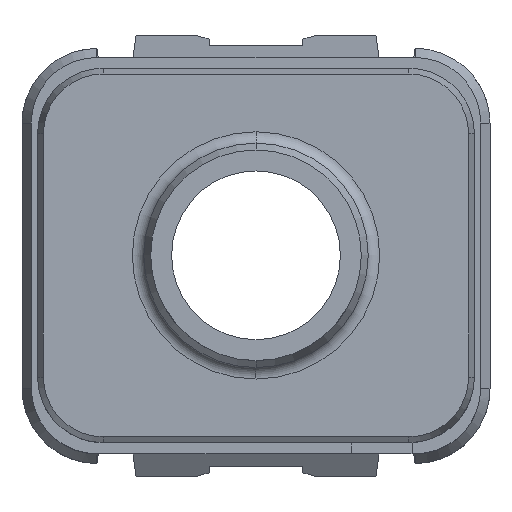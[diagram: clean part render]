
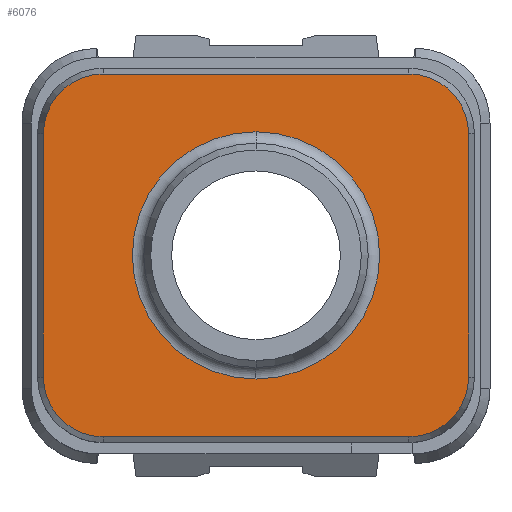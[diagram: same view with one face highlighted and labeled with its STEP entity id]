
A CAD part, top view. The second image highlights one B-rep face of the part: STEP entity #6076.
In plain terms, the highlighted planar face has unit normal (0, 0, 1).
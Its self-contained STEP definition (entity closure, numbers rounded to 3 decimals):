
#206=CARTESIAN_POINT('',(-4.9,3.9,4.18));
#207=DIRECTION('',(0.,0.,-1.));
#208=DIRECTION('',(-1.,0.,0.));
#209=AXIS2_PLACEMENT_3D('',#206,#207,#208);
#211=DIRECTION('',(1.,0.,0.));
#212=VECTOR('',#211,9.8);
#213=CARTESIAN_POINT('',(-4.9,5.812,4.18));
#214=LINE('',#213,#212);
#215=CARTESIAN_POINT('',(4.9,3.9,4.18));
#216=DIRECTION('',(0.,0.,-1.));
#217=DIRECTION('',(0.,1.,0.));
#218=AXIS2_PLACEMENT_3D('',#215,#216,#217);
#220=DIRECTION('',(0.,-1.,0.));
#221=VECTOR('',#220,7.8);
#222=CARTESIAN_POINT('',(6.812,3.9,4.18));
#223=LINE('',#222,#221);
#224=CARTESIAN_POINT('',(4.9,-3.9,4.18));
#225=DIRECTION('',(0.,0.,-1.));
#226=DIRECTION('',(1.,0.,0.));
#227=AXIS2_PLACEMENT_3D('',#224,#225,#226);
#229=DIRECTION('',(-1.,0.,0.));
#230=VECTOR('',#229,9.8);
#231=CARTESIAN_POINT('',(4.9,-5.812,4.18));
#232=LINE('',#231,#230);
#233=CARTESIAN_POINT('',(-4.9,-3.9,4.18));
#234=DIRECTION('',(0.,0.,-1.));
#235=DIRECTION('',(0.,-1.,0.));
#236=AXIS2_PLACEMENT_3D('',#233,#234,#235);
#238=DIRECTION('',(0.,1.,0.));
#239=VECTOR('',#238,7.8);
#240=CARTESIAN_POINT('',(-6.812,-3.9,4.18));
#241=LINE('',#240,#239);
#242=CARTESIAN_POINT('',(0.,0.,4.18));
#243=DIRECTION('',(0.,0.,1.));
#244=DIRECTION('',(0.,-1.,0.));
#245=AXIS2_PLACEMENT_3D('',#242,#243,#244);
#247=CARTESIAN_POINT('',(0.,0.,4.18));
#248=DIRECTION('',(0.,0.,1.));
#249=DIRECTION('',(0.,1.,0.));
#250=AXIS2_PLACEMENT_3D('',#247,#248,#249);
#4833=CARTESIAN_POINT('',(-6.812,3.9,4.18));
#4834=CARTESIAN_POINT('',(-4.9,5.812,4.18));
#4835=VERTEX_POINT('',#4833);
#4836=VERTEX_POINT('',#4834);
#4839=CARTESIAN_POINT('',(4.9,5.812,4.18));
#4840=VERTEX_POINT('',#4839);
#4843=CARTESIAN_POINT('',(6.812,3.9,4.18));
#4844=VERTEX_POINT('',#4843);
#4847=CARTESIAN_POINT('',(6.812,-3.9,4.18));
#4848=VERTEX_POINT('',#4847);
#4851=CARTESIAN_POINT('',(4.9,-5.812,4.18));
#4852=VERTEX_POINT('',#4851);
#4855=CARTESIAN_POINT('',(-4.9,-5.812,
4.18));
#4856=VERTEX_POINT('',#4855);
#4859=CARTESIAN_POINT('',(-6.812,-3.9,4.18));
#4860=VERTEX_POINT('',#4859);
#5428=CARTESIAN_POINT('',(0.,-3.963,4.18));
#5429=CARTESIAN_POINT('',(0.,3.963,4.18));
#5430=VERTEX_POINT('',#5428);
#5431=VERTEX_POINT('',#5429);
#6055=CARTESIAN_POINT('',(0.,0.,4.18));
#6056=DIRECTION('',(0.,0.,-1.));
#6057=DIRECTION('',(1.,0.,0.));
#6058=AXIS2_PLACEMENT_3D('',#6055,#6056,#6057);
#6059=PLANE('',#6058);
#6060=ORIENTED_EDGE('',*,*,#5896,.T.);
#6061=ORIENTED_EDGE('',*,*,#5937,.T.);
#6062=ORIENTED_EDGE('',*,*,#5952,.T.);
#6063=ORIENTED_EDGE('',*,*,#5993,.T.);
#6064=ORIENTED_EDGE('',*,*,#6007,.T.);
#6065=ORIENTED_EDGE('',*,*,#5824,.T.);
#6066=ORIENTED_EDGE('',*,*,#5840,.T.);
#6067=ORIENTED_EDGE('',*,*,#5881,.T.);
#6068=EDGE_LOOP('',(#6060,#6061,#6062,#6063,#6064,#6065,#6066,#6067));
#6069=FACE_OUTER_BOUND('',#6068,.F.);
#6071=ORIENTED_EDGE('',*,*,#6070,.T.);
#6073=ORIENTED_EDGE('',*,*,#6072,.T.);
#6074=EDGE_LOOP('',(#6071,#6073));
#6075=FACE_BOUND('',#6074,.F.);
#6076=ADVANCED_FACE('',(#6069,#6075),#6059,.F.);
#210=CIRCLE('',#209,1.912);
#219=CIRCLE('',#218,1.912);
#228=CIRCLE('',#227,1.912);
#237=CIRCLE('',#236,1.912);
#246=CIRCLE('',#245,3.963);
#251=CIRCLE('',#250,3.963);
#5824=EDGE_CURVE('',#4852,#4856,#232,.T.);
#5840=EDGE_CURVE('',#4856,#4860,#237,.T.);
#5881=EDGE_CURVE('',#4860,#4835,#241,.T.);
#5896=EDGE_CURVE('',#4835,#4836,#210,.T.);
#5937=EDGE_CURVE('',#4836,#4840,#214,.T.);
#5952=EDGE_CURVE('',#4840,#4844,#219,.T.);
#5993=EDGE_CURVE('',#4844,#4848,#223,.T.);
#6007=EDGE_CURVE('',#4848,#4852,#228,.T.);
#6070=EDGE_CURVE('',#5430,#5431,#246,.T.);
#6072=EDGE_CURVE('',#5431,#5430,#251,.T.);
